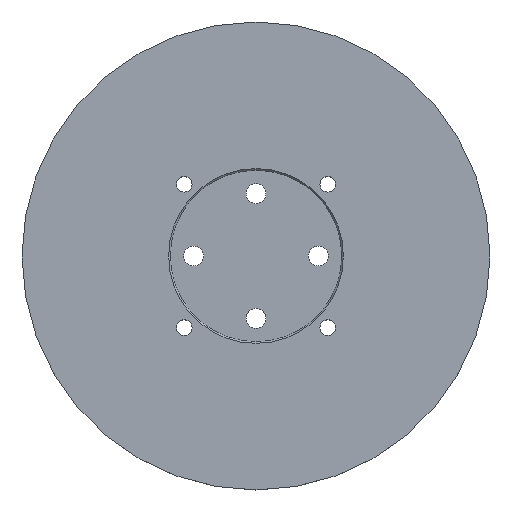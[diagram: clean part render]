
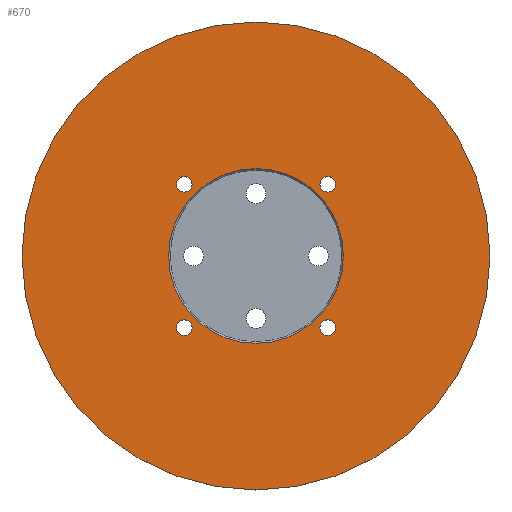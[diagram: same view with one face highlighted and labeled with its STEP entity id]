
A CAD part, top view. The second image highlights one B-rep face of the part: STEP entity #670.
In plain terms, the highlighted planar face has unit normal (0, 0, 1).
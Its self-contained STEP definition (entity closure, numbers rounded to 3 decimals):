
#29=CARTESIAN_POINT('',(0.,0.,8.));
#30=DIRECTION('',(0.,0.,1.));
#31=DIRECTION('',(1.,0.,0.));
#32=AXIS2_PLACEMENT_3D('',#29,#30,#31);
#34=CARTESIAN_POINT('',(0.,0.,8.));
#35=DIRECTION('',(0.,0.,1.));
#36=DIRECTION('',(-1.,0.,0.));
#37=AXIS2_PLACEMENT_3D('',#34,#35,#36);
#39=CARTESIAN_POINT('',(0.,0.,8.));
#40=DIRECTION('',(0.,0.,-1.));
#41=DIRECTION('',(-1.,0.,0.));
#42=AXIS2_PLACEMENT_3D('',#39,#40,#41);
#44=CARTESIAN_POINT('',(0.,0.,8.));
#45=DIRECTION('',(0.,0.,-1.));
#46=DIRECTION('',(1.,0.,0.));
#47=AXIS2_PLACEMENT_3D('',#44,#45,#46);
#49=CARTESIAN_POINT('',(-22.981,22.981,8.));
#50=DIRECTION('',(0.,0.,-1.));
#51=DIRECTION('',(1.,0.,0.));
#52=AXIS2_PLACEMENT_3D('',#49,#50,#51);
#54=CARTESIAN_POINT('',(-22.981,22.981,8.));
#55=DIRECTION('',(0.,0.,-1.));
#56=DIRECTION('',(-1.,0.,0.));
#57=AXIS2_PLACEMENT_3D('',#54,#55,#56);
#59=CARTESIAN_POINT('',(-22.981,-22.981,8.));
#60=DIRECTION('',(0.,0.,-1.));
#61=DIRECTION('',(1.,0.,0.));
#62=AXIS2_PLACEMENT_3D('',#59,#60,#61);
#64=CARTESIAN_POINT('',(-22.981,-22.981,8.));
#65=DIRECTION('',(0.,0.,-1.));
#66=DIRECTION('',(-1.,0.,0.));
#67=AXIS2_PLACEMENT_3D('',#64,#65,#66);
#69=CARTESIAN_POINT('',(22.981,-22.981,8.));
#70=DIRECTION('',(0.,0.,-1.));
#71=DIRECTION('',(1.,0.,0.));
#72=AXIS2_PLACEMENT_3D('',#69,#70,#71);
#74=CARTESIAN_POINT('',(22.981,-22.981,8.));
#75=DIRECTION('',(0.,0.,-1.));
#76=DIRECTION('',(-1.,0.,0.));
#77=AXIS2_PLACEMENT_3D('',#74,#75,#76);
#79=CARTESIAN_POINT('',(22.981,22.981,8.));
#80=DIRECTION('',(0.,0.,-1.));
#81=DIRECTION('',(1.,0.,0.));
#82=AXIS2_PLACEMENT_3D('',#79,#80,#81);
#84=CARTESIAN_POINT('',(22.981,22.981,8.));
#85=DIRECTION('',(0.,0.,-1.));
#86=DIRECTION('',(-1.,0.,0.));
#87=AXIS2_PLACEMENT_3D('',#84,#85,#86);
#461=CARTESIAN_POINT('',(75.,0.,8.));
#462=CARTESIAN_POINT('',(-75.,0.,8.));
#463=VERTEX_POINT('',#461);
#464=VERTEX_POINT('',#462);
#469=CARTESIAN_POINT('',(-28.,0.,8.));
#470=CARTESIAN_POINT('',(28.,0.,8.));
#471=VERTEX_POINT('',#469);
#472=VERTEX_POINT('',#470);
#545=CARTESIAN_POINT('',(-20.481,22.981,8.));
#546=CARTESIAN_POINT('',(-25.481,22.981,8.));
#547=VERTEX_POINT('',#545);
#548=VERTEX_POINT('',#546);
#553=CARTESIAN_POINT('',(-20.481,-22.981,8.));
#554=CARTESIAN_POINT('',(-25.481,-22.981,8.));
#555=VERTEX_POINT('',#553);
#556=VERTEX_POINT('',#554);
#561=CARTESIAN_POINT('',(25.481,-22.981,8.));
#562=CARTESIAN_POINT('',(20.481,-22.981,8.));
#563=VERTEX_POINT('',#561);
#564=VERTEX_POINT('',#562);
#569=CARTESIAN_POINT('',(25.481,22.981,8.));
#570=CARTESIAN_POINT('',(20.481,22.981,8.));
#571=VERTEX_POINT('',#569);
#572=VERTEX_POINT('',#570);
#631=CARTESIAN_POINT('',(0.,0.,8.));
#632=DIRECTION('',(0.,0.,1.));
#633=DIRECTION('',(1.,0.,0.));
#634=AXIS2_PLACEMENT_3D('',#631,#632,#633);
#635=PLANE('',#634);
#636=ORIENTED_EDGE('',*,*,#611,.F.);
#637=ORIENTED_EDGE('',*,*,#625,.F.);
#638=EDGE_LOOP('',(#636,#637));
#639=FACE_OUTER_BOUND('',#638,.F.);
#641=ORIENTED_EDGE('',*,*,#640,.F.);
#643=ORIENTED_EDGE('',*,*,#642,.F.);
#644=EDGE_LOOP('',(#641,#643));
#645=FACE_BOUND('',#644,.F.);
#647=ORIENTED_EDGE('',*,*,#646,.F.);
#649=ORIENTED_EDGE('',*,*,#648,.F.);
#650=EDGE_LOOP('',(#647,#649));
#651=FACE_BOUND('',#650,.F.);
#653=ORIENTED_EDGE('',*,*,#652,.F.);
#655=ORIENTED_EDGE('',*,*,#654,.F.);
#656=EDGE_LOOP('',(#653,#655));
#657=FACE_BOUND('',#656,.F.);
#659=ORIENTED_EDGE('',*,*,#658,.F.);
#661=ORIENTED_EDGE('',*,*,#660,.F.);
#662=EDGE_LOOP('',(#659,#661));
#663=FACE_BOUND('',#662,.F.);
#665=ORIENTED_EDGE('',*,*,#664,.F.);
#667=ORIENTED_EDGE('',*,*,#666,.F.);
#668=EDGE_LOOP('',(#665,#667));
#669=FACE_BOUND('',#668,.F.);
#670=ADVANCED_FACE('',(#639,#645,#651,#657,#663,#669),#635,.T.);
#33=CIRCLE('',#32,75.);
#38=CIRCLE('',#37,75.);
#43=CIRCLE('',#42,28.);
#48=CIRCLE('',#47,28.);
#53=CIRCLE('',#52,2.5);
#58=CIRCLE('',#57,2.5);
#63=CIRCLE('',#62,2.5);
#68=CIRCLE('',#67,2.5);
#73=CIRCLE('',#72,2.5);
#78=CIRCLE('',#77,2.5);
#83=CIRCLE('',#82,2.5);
#88=CIRCLE('',#87,2.5);
#611=EDGE_CURVE('',#463,#464,#33,.T.);
#625=EDGE_CURVE('',#464,#463,#38,.T.);
#640=EDGE_CURVE('',#471,#472,#43,.T.);
#642=EDGE_CURVE('',#472,#471,#48,.T.);
#646=EDGE_CURVE('',#547,#548,#53,.T.);
#648=EDGE_CURVE('',#548,#547,#58,.T.);
#652=EDGE_CURVE('',#555,#556,#63,.T.);
#654=EDGE_CURVE('',#556,#555,#68,.T.);
#658=EDGE_CURVE('',#563,#564,#73,.T.);
#660=EDGE_CURVE('',#564,#563,#78,.T.);
#664=EDGE_CURVE('',#571,#572,#83,.T.);
#666=EDGE_CURVE('',#572,#571,#88,.T.);
